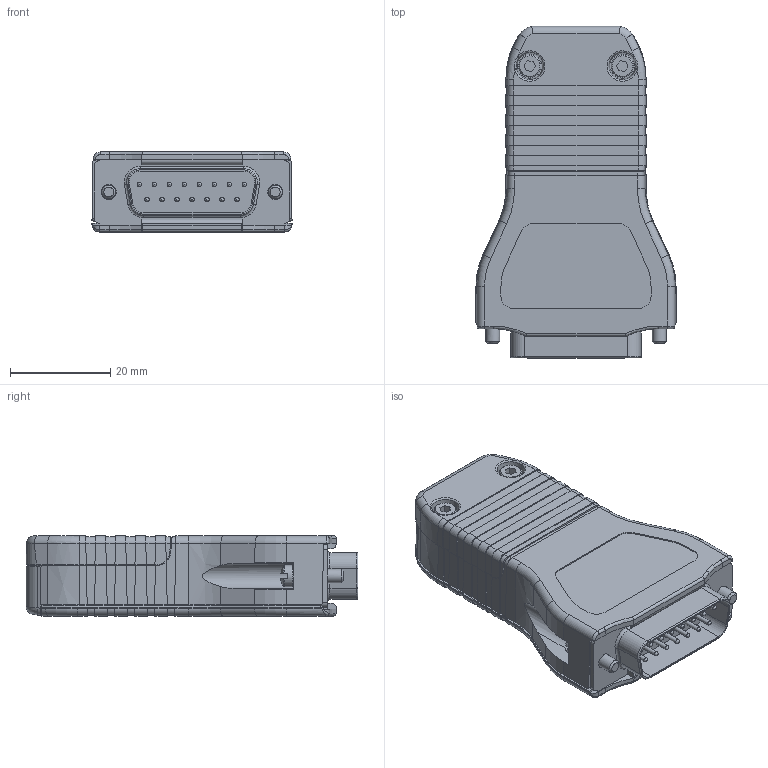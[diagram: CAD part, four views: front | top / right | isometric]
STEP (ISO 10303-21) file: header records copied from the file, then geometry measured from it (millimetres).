
FILE_DESCRIPTION(/* description */ (''),/* implementation_level */ '2;1');
FILE_NAME(/* name */ 'LA-9690-0100-B.stp',/* time_stamp */ '2009-10-01T12:18:56+01:00',/* author */ (''),/* organization */ (''),/* preprocessor_version */ 'ST-DEVELOPER v11',/* originating_system */ 'SIEMENS UGS NX 6.0',/* authorisation */ '');
FILE_SCHEMA (('AUTOMOTIVE_DESIGN { 1 0 10303 214 1 1 1 1 }'));
Length unit declared in the file: millimetre
Products named in the file (1): LA-9690-0100_B
Bounding box: 40 x 66.37 x 16.01 mm (x, y, z)
Volume: 29100.5 mm3; surface area: 8905.6 mm2
Topology: 1 solids, 6 shells, 931 faces, 2404 edges, 1518 vertices
Faces by surface type: plane 606, cylinder 160, torus 42, bspline 41, extrusion 40, cone 36, sphere 6
Full cylindrical faces by diameter (mm): 0.89 x15, 2.78 x2, 3 x1, 3.05 x1, 4 x2, 4.4 x2, 4.5 x2
Entity records: 30377 total; most frequent: CARTESIAN_POINT 6744, ORIENTED_EDGE 4636, DIRECTION 4491, EDGE_CURVE 2318, VECTOR 1615, LINE 1575, VERTEX_POINT 1495, AXIS2_PLACEMENT_3D 1438
